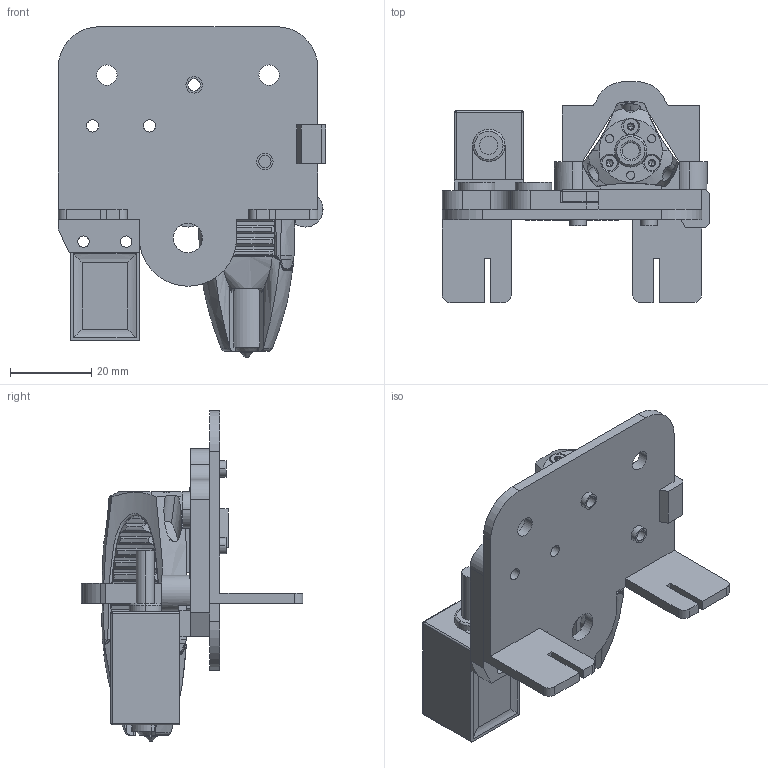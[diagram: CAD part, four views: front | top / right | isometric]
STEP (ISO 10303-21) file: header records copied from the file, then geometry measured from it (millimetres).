
FILE_DESCRIPTION (( 'STEP AP214' ), '1' );
FILE_NAME ('ender3_v5.STEP', '2025-01-10T17:14:11', ( '' ), ( '' ), 'SwSTEP 2.0', 'SolidWorks 2024', '' );
FILE_SCHEMA (( 'AUTOMOTIVE_DESIGN' ));
Length unit declared in the file: millimetre
Products named in the file (11): ender3_文件夹 333(2); OMRON TL-Q5MC1-Z_По умолчанию; ender3_v(1); INo Trident Mockup 032023(2); eBom-FreeParts; ender3_ad5C; ender3_ad5B; root; ender3_v5; ender3_v.STEP; ender3_ad
Assembly tree (10 placements, depth 5):
  ender3_v5
    ender3_v(1)
      root
        ender3_v.STEP
          ender3_ad
          INo Trident Mockup 032023(2)
          ender3_文件夹 333(2)
      eBom-FreeParts
    ender3_ad5B
    OMRON TL-Q5MC1-Z_По умолчанию
    ender3_ad5C
Bounding box: 66 x 54.58 x 81.5 mm (x, y, z)
Volume: 45352.8 mm3; surface area: 28162.8 mm2
Topology: 8 solids, 12 shells, 1009 faces, 2702 edges, 1764 vertices
Faces by surface type: plane 389, cylinder 327, bspline 163, cone 115, torus 11, sphere 4
Entity records: 40528 total; most frequent: CARTESIAN_POINT 17076, ORIENTED_EDGE 5384, DIRECTION 3920, EDGE_CURVE 2692, VERTEX_POINT 1764, AXIS2_PLACEMENT_3D 1422, EDGE_LOOP 1122, LINE 1076
